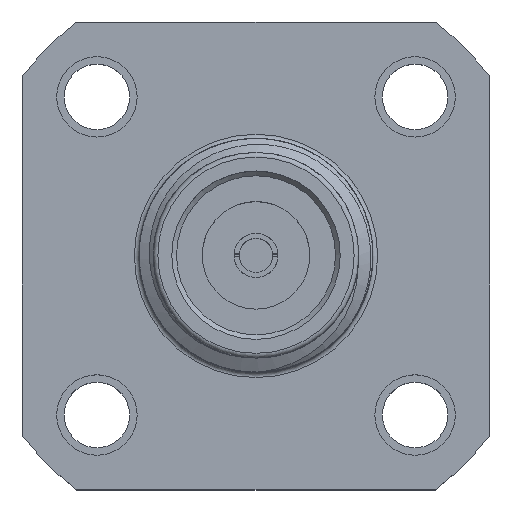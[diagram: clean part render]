
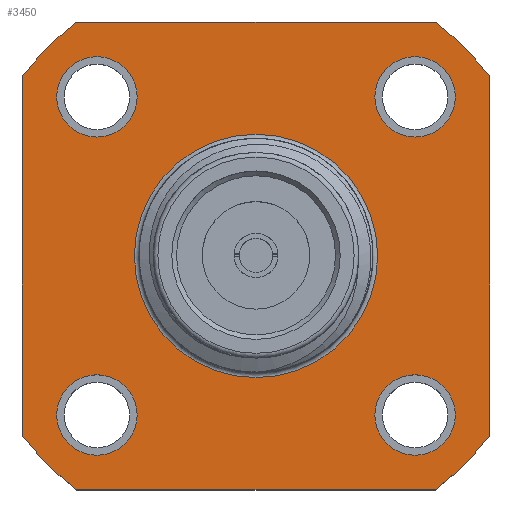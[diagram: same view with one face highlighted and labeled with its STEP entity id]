
A CAD part, top view. The second image highlights one B-rep face of the part: STEP entity #3450.
In plain terms, the highlighted planar face has unit normal (0, 0, 1).
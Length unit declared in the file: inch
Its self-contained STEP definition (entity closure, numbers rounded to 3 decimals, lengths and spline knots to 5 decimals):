
#17 = EDGE_CURVE ( 'NONE', #1782, #1782, #3039, .T. ) ;
#38 = EDGE_CURVE ( 'NONE', #2523, #1450, #1908, .T. ) ;
#40 = CARTESIAN_POINT ( 'NONE',  ( 0.19164, 0.25, 0.0325 ) ) ;
#45 = VERTEX_POINT ( 'NONE', #1793 ) ;
#151 = FACE_BOUND ( 'NONE', #1635, .T. ) ;
#162 = VECTOR ( 'NONE', #1766, 39.37008 ) ;
#205 = CIRCLE ( 'NONE', #3085, 0.315 ) ;
#234 = DIRECTION ( 'NONE',  ( 1., 0., 0. ) ) ;
#260 = DIRECTION ( 'NONE',  ( 0., 0., 1. ) ) ;
#304 = AXIS2_PLACEMENT_3D ( 'NONE', #1184, #3643, #1546 ) ;
#354 = DIRECTION ( 'NONE',  ( 1., 0., 0. ) ) ;
#436 = CIRCLE ( 'NONE', #4296, 0.315 ) ;
#521 = DIRECTION ( 'NONE',  ( 0., 0., -1. ) ) ;
#534 = CARTESIAN_POINT ( 'NONE',  ( -0.127, -0.17, 0.0325 ) ) ;
#589 = EDGE_CURVE ( 'NONE', #4218, #3725, #4207, .T. ) ;
#635 = CARTESIAN_POINT ( 'NONE',  ( 0., 0., 0.0325 ) ) ;
#676 = EDGE_CURVE ( 'NONE', #1823, #2523, #1412, .T. ) ;
#677 = EDGE_LOOP ( 'NONE', ( #2403, #735, #1181, #4330, #4181, #2895, #3563, #2392 ) ) ;
#725 = DIRECTION ( 'NONE',  ( 1., 0., 0. ) ) ;
#735 = ORIENTED_EDGE ( 'NONE', *, *, #812, .T. ) ;
#759 = CARTESIAN_POINT ( 'NONE',  ( 0.25, -0.25, 0.0325 ) ) ;
#812 = EDGE_CURVE ( 'NONE', #2837, #1823, #3100, .T. ) ;
#833 = CARTESIAN_POINT ( 'NONE',  ( -0.19164, -0.25, 0.0325 ) ) ;
#856 = VECTOR ( 'NONE', #2756, 39.37008 ) ;
#913 = AXIS2_PLACEMENT_3D ( 'NONE', #3225, #3176, #1110 ) ;
#925 = CARTESIAN_POINT ( 'NONE',  ( 0.213, 0.17, 0.0325 ) ) ;
#945 = VECTOR ( 'NONE', #354, 39.37008 ) ;
#958 = DIRECTION ( 'NONE',  ( 1., 0., 0. ) ) ;
#992 = CARTESIAN_POINT ( 'NONE',  ( 0., 0., 0.0325 ) ) ;
#999 = DIRECTION ( 'NONE',  ( 0., 0., 1. ) ) ;
#1000 = CARTESIAN_POINT ( 'NONE',  ( 0., 0., 0.0325 ) ) ;
#1013 = CARTESIAN_POINT ( 'NONE',  ( 0.213, -0.17, 0.0325 ) ) ;
#1050 = EDGE_CURVE ( 'NONE', #2362, #2362, #3313, .T. ) ;
#1069 = ORIENTED_EDGE ( 'NONE', *, *, #1050, .F. ) ;
#1097 = VERTEX_POINT ( 'NONE', #4190 ) ;
#1110 = DIRECTION ( 'NONE',  ( 1., 0., 0. ) ) ;
#1136 = ORIENTED_EDGE ( 'NONE', *, *, #3611, .F. ) ;
#1172 = AXIS2_PLACEMENT_3D ( 'NONE', #1000, #1372, #234 ) ;
#1181 = ORIENTED_EDGE ( 'NONE', *, *, #676, .T. ) ;
#1184 = CARTESIAN_POINT ( 'NONE',  ( -0.17, -0.17, 0.0325 ) ) ;
#1193 = EDGE_CURVE ( 'NONE', #3859, #3859, #1564, .T. ) ;
#1230 = ORIENTED_EDGE ( 'NONE', *, *, #1193, .F. ) ;
#1349 = EDGE_CURVE ( 'NONE', #45, #4218, #3440, .T. ) ;
#1372 = DIRECTION ( 'NONE',  ( 0., 0., 1. ) ) ;
#1412 = CIRCLE ( 'NONE', #3293, 0.315 ) ;
#1420 = DIRECTION ( 'NONE',  ( 0., 0., 1. ) ) ;
#1450 = VERTEX_POINT ( 'NONE', #4412 ) ;
#1501 = CIRCLE ( 'NONE', #3571, 0.043 ) ;
#1546 = DIRECTION ( 'NONE',  ( 1., 0., 0. ) ) ;
#1564 = CIRCLE ( 'NONE', #3216, 0.043 ) ;
#1635 = EDGE_LOOP ( 'NONE', ( #1230 ) ) ;
#1645 = PLANE ( 'NONE',  #3320 ) ;
#1695 = CARTESIAN_POINT ( 'NONE',  ( 0., 0., 0.0325 ) ) ;
#1730 = DIRECTION ( 'NONE',  ( 1., 0., 0. ) ) ;
#1766 = DIRECTION ( 'NONE',  ( 0., -1., 0. ) ) ;
#1778 = CARTESIAN_POINT ( 'NONE',  ( 0.17, -0.17, 0.0325 ) ) ;
#1782 = VERTEX_POINT ( 'NONE', #3307 ) ;
#1793 = CARTESIAN_POINT ( 'NONE',  ( 0.25, -0.19164, 0.0325 ) ) ;
#1823 = VERTEX_POINT ( 'NONE', #4480 ) ;
#1908 = LINE ( 'NONE', #4236, #945 ) ;
#2011 = DIRECTION ( 'NONE',  ( 0., 0., 1. ) ) ;
#2046 = DIRECTION ( 'NONE',  ( -1., 0., 0. ) ) ;
#2058 = DIRECTION ( 'NONE',  ( 0., 0., -1. ) ) ;
#2165 = EDGE_CURVE ( 'NONE', #2180, #2837, #436, .T. ) ;
#2174 = ORIENTED_EDGE ( 'NONE', *, *, #17, .F. ) ;
#2180 = VERTEX_POINT ( 'NONE', #2554 ) ;
#2202 = FACE_BOUND ( 'NONE', #4354, .T. ) ;
#2280 = CARTESIAN_POINT ( 'NONE',  ( 0.17, 0.17, 0.0325 ) ) ;
#2362 = VERTEX_POINT ( 'NONE', #534 ) ;
#2392 = ORIENTED_EDGE ( 'NONE', *, *, #3986, .T. ) ;
#2403 = ORIENTED_EDGE ( 'NONE', *, *, #2165, .T. ) ;
#2523 = VERTEX_POINT ( 'NONE', #833 ) ;
#2554 = CARTESIAN_POINT ( 'NONE',  ( -0.19164, 0.25, 0.0325 ) ) ;
#2638 = CARTESIAN_POINT ( 'NONE',  ( 0., 0., 0.0325 ) ) ;
#2671 = AXIS2_PLACEMENT_3D ( 'NONE', #2638, #521, #4413 ) ;
#2687 = EDGE_LOOP ( 'NONE', ( #4540 ) ) ;
#2714 = DIRECTION ( 'NONE',  ( 1., 0., 0. ) ) ;
#2733 = CARTESIAN_POINT ( 'NONE',  ( 0., 0., 0.0325 ) ) ;
#2756 = DIRECTION ( 'NONE',  ( -1., 0., 0. ) ) ;
#2837 = VERTEX_POINT ( 'NONE', #4003 ) ;
#2867 = LINE ( 'NONE', #3068, #856 ) ;
#2869 = FACE_OUTER_BOUND ( 'NONE', #677, .T. ) ;
#2895 = ORIENTED_EDGE ( 'NONE', *, *, #1349, .T. ) ;
#2913 = FACE_BOUND ( 'NONE', #3781, .T. ) ;
#2955 = CIRCLE ( 'NONE', #2671, 0.13 ) ;
#3039 = CIRCLE ( 'NONE', #913, 0.043 ) ;
#3068 = CARTESIAN_POINT ( 'NONE',  ( -0.25, 0.25, 0.0325 ) ) ;
#3085 = AXIS2_PLACEMENT_3D ( 'NONE', #1695, #999, #1730 ) ;
#3100 = LINE ( 'NONE', #3492, #162 ) ;
#3176 = DIRECTION ( 'NONE',  ( 0., 0., 1. ) ) ;
#3216 = AXIS2_PLACEMENT_3D ( 'NONE', #2280, #2011, #3724 ) ;
#3225 = CARTESIAN_POINT ( 'NONE',  ( -0.17, 0.17, 0.0325 ) ) ;
#3234 = CARTESIAN_POINT ( 'NONE',  ( 0.25, 0.19164, 0.0325 ) ) ;
#3293 = AXIS2_PLACEMENT_3D ( 'NONE', #635, #4113, #2714 ) ;
#3307 = CARTESIAN_POINT ( 'NONE',  ( -0.127, 0.17, 0.0325 ) ) ;
#3313 = CIRCLE ( 'NONE', #304, 0.043 ) ;
#3320 = AXIS2_PLACEMENT_3D ( 'NONE', #2733, #2058, #2046 ) ;
#3440 = LINE ( 'NONE', #759, #3924 ) ;
#3450 = ADVANCED_FACE ( 'NONE', ( #3482, #3963, #151, #2913, #2202, #2869 ), #1645, .F. ) ;
#3471 = EDGE_CURVE ( 'NONE', #1450, #45, #205, .T. ) ;
#3482 = FACE_BOUND ( 'NONE', #2687, .T. ) ;
#3492 = CARTESIAN_POINT ( 'NONE',  ( -0.25, -0.25, 0.0325 ) ) ;
#3563 = ORIENTED_EDGE ( 'NONE', *, *, #589, .T. ) ;
#3571 = AXIS2_PLACEMENT_3D ( 'NONE', #1778, #1420, #725 ) ;
#3611 = EDGE_CURVE ( 'NONE', #3629, #3629, #1501, .T. ) ;
#3629 = VERTEX_POINT ( 'NONE', #1013 ) ;
#3643 = DIRECTION ( 'NONE',  ( 0., 0., 1. ) ) ;
#3724 = DIRECTION ( 'NONE',  ( 1., 0., 0. ) ) ;
#3725 = VERTEX_POINT ( 'NONE', #40 ) ;
#3773 = EDGE_LOOP ( 'NONE', ( #2174 ) ) ;
#3781 = EDGE_LOOP ( 'NONE', ( #1136 ) ) ;
#3859 = VERTEX_POINT ( 'NONE', #925 ) ;
#3924 = VECTOR ( 'NONE', #4322, 39.37008 ) ;
#3963 = FACE_BOUND ( 'NONE', #3773, .T. ) ;
#3986 = EDGE_CURVE ( 'NONE', #3725, #2180, #2867, .T. ) ;
#4003 = CARTESIAN_POINT ( 'NONE',  ( -0.25, 0.19164, 0.0325 ) ) ;
#4085 = EDGE_CURVE ( 'NONE', #1097, #1097, #2955, .T. ) ;
#4113 = DIRECTION ( 'NONE',  ( 0., 0., 1. ) ) ;
#4181 = ORIENTED_EDGE ( 'NONE', *, *, #3471, .T. ) ;
#4190 = CARTESIAN_POINT ( 'NONE',  ( -0.13, 0., 0.0325 ) ) ;
#4207 = CIRCLE ( 'NONE', #1172, 0.315 ) ;
#4218 = VERTEX_POINT ( 'NONE', #3234 ) ;
#4236 = CARTESIAN_POINT ( 'NONE',  ( -0.25, -0.25, 0.0325 ) ) ;
#4296 = AXIS2_PLACEMENT_3D ( 'NONE', #992, #260, #958 ) ;
#4322 = DIRECTION ( 'NONE',  ( 0., 1., 0. ) ) ;
#4330 = ORIENTED_EDGE ( 'NONE', *, *, #38, .T. ) ;
#4354 = EDGE_LOOP ( 'NONE', ( #1069 ) ) ;
#4412 = CARTESIAN_POINT ( 'NONE',  ( 0.19164, -0.25, 0.0325 ) ) ;
#4413 = DIRECTION ( 'NONE',  ( -1., 0., 0. ) ) ;
#4480 = CARTESIAN_POINT ( 'NONE',  ( -0.25, -0.19164, 0.0325 ) ) ;
#4540 = ORIENTED_EDGE ( 'NONE', *, *, #4085, .T. ) ;
